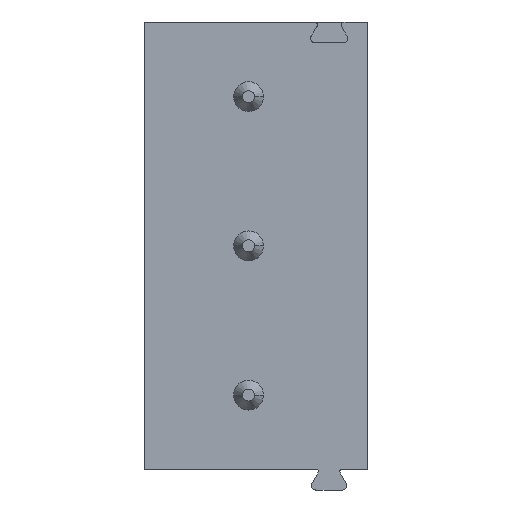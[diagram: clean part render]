
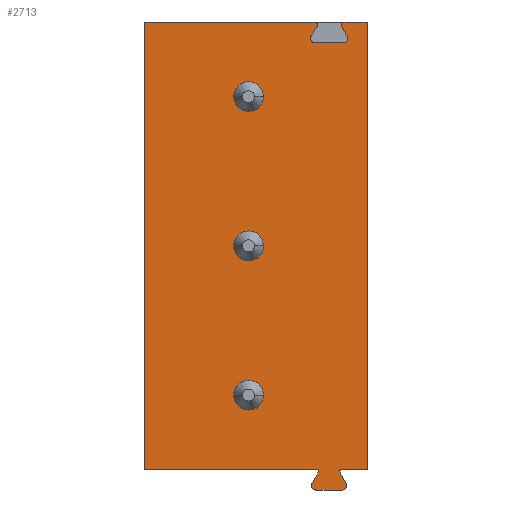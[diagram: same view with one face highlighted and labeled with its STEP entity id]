
A CAD part, front view. The second image highlights one B-rep face of the part: STEP entity #2713.
In plain terms, the highlighted planar face has unit normal (0, -1, 0).
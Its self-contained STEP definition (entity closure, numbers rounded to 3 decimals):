
#21=DIRECTION('',(1.,0.,0.));
#22=VECTOR('',#21,0.9);
#23=CARTESIAN_POINT('',(2.85,-5.,-2.5));
#24=LINE('',#23,#22);
#49=DIRECTION('',(1.,0.,0.));
#50=VECTOR('',#49,5.8);
#51=CARTESIAN_POINT('',(-3.75,-5.,-2.5));
#52=LINE('',#51,#50);
#89=CARTESIAN_POINT('',(2.948,-5.,12.4));
#90=DIRECTION('',(0.,-1.,0.));
#91=DIRECTION('',(0.,0.,1.));
#92=AXIS2_PLACEMENT_3D('',#89,#90,#91);
#94=CARTESIAN_POINT('',(2.85,-5.,-2.55));
#95=DIRECTION('',(0.,1.,0.));
#96=DIRECTION('',(-0.866,0.,-0.5));
#97=AXIS2_PLACEMENT_3D('',#94,#95,#96);
#99=DIRECTION('',(-0.5,0.,0.866));
#100=VECTOR('',#99,0.439);
#101=CARTESIAN_POINT('',(3.026,-5.,-2.955));
#102=LINE('',#101,#100);
#103=CARTESIAN_POINT('',(2.896,-5.,-3.03));
#104=DIRECTION('',(0.,-1.,0.));
#105=DIRECTION('',(0.,0.,-1.));
#106=AXIS2_PLACEMENT_3D('',#103,#104,#105);
#108=DIRECTION('',(1.,0.,0.));
#109=VECTOR('',#108,0.892);
#110=CARTESIAN_POINT('',(2.004,-5.,-3.18));
#111=LINE('',#110,#109);
#112=CARTESIAN_POINT('',(2.004,-5.,-3.03));
#113=DIRECTION('',(0.,-1.,0.));
#114=DIRECTION('',(-0.866,0.,0.5));
#115=AXIS2_PLACEMENT_3D('',#112,#113,#114);
#117=DIRECTION('',(-0.5,0.,-0.866));
#118=VECTOR('',#117,0.439);
#119=CARTESIAN_POINT('',(2.093,-5.,-2.575));
#120=LINE('',#119,#118);
#121=CARTESIAN_POINT('',(2.05,-5.,-2.55));
#122=DIRECTION('',(0.,1.,0.));
#123=DIRECTION('',(0.,0.,1.));
#124=AXIS2_PLACEMENT_3D('',#121,#122,#123);
#126=DIRECTION('',(0.,0.,1.));
#127=VECTOR('',#126,15.);
#128=CARTESIAN_POINT('',(-3.75,-5.,-2.5));
#129=LINE('',#128,#127);
#130=CARTESIAN_POINT('',(1.952,-5.,12.4));
#131=DIRECTION('',(0.,-1.,0.));
#132=DIRECTION('',(0.866,0.,-0.5));
#133=AXIS2_PLACEMENT_3D('',#130,#131,#132);
#135=DIRECTION('',(-0.5,0.,-0.866));
#136=VECTOR('',#135,0.375);
#137=CARTESIAN_POINT('',(2.038,-5.,12.35));
#138=LINE('',#137,#136);
#139=CARTESIAN_POINT('',(1.981,-5.,11.95));
#140=DIRECTION('',(0.,-1.,0.));
#141=DIRECTION('',(-0.866,0.,0.5));
#142=AXIS2_PLACEMENT_3D('',#139,#140,#141);
#144=DIRECTION('',(1.,0.,0.));
#145=VECTOR('',#144,0.939);
#146=CARTESIAN_POINT('',(1.981,-5.,11.8));
#147=LINE('',#146,#145);
#148=CARTESIAN_POINT('',(2.919,-5.,11.95));
#149=DIRECTION('',(0.,-1.,0.));
#150=DIRECTION('',(0.,0.,-1.));
#151=AXIS2_PLACEMENT_3D('',#148,#149,#150);
#153=DIRECTION('',(-0.5,0.,0.866));
#154=VECTOR('',#153,0.375);
#155=CARTESIAN_POINT('',(3.049,-5.,12.025));
#156=LINE('',#155,#154);
#157=CARTESIAN_POINT('',(-0.25,-5.,0.));
#158=DIRECTION('',(0.,-1.,0.));
#159=DIRECTION('',(-1.,0.,0.));
#160=AXIS2_PLACEMENT_3D('',#157,#158,#159);
#162=CARTESIAN_POINT('',(-0.25,-5.,0.));
#163=DIRECTION('',(0.,-1.,0.));
#164=DIRECTION('',(1.,0.,0.));
#165=AXIS2_PLACEMENT_3D('',#162,#163,#164);
#167=CARTESIAN_POINT('',(-0.25,-5.,5.));
#168=DIRECTION('',(0.,-1.,0.));
#169=DIRECTION('',(-1.,0.,0.));
#170=AXIS2_PLACEMENT_3D('',#167,#168,#169);
#172=CARTESIAN_POINT('',(-0.25,-5.,5.));
#173=DIRECTION('',(0.,-1.,0.));
#174=DIRECTION('',(1.,0.,0.));
#175=AXIS2_PLACEMENT_3D('',#172,#173,#174);
#177=CARTESIAN_POINT('',(-0.25,-5.,10.));
#178=DIRECTION('',(0.,-1.,0.));
#179=DIRECTION('',(-1.,0.,0.));
#180=AXIS2_PLACEMENT_3D('',#177,#178,#179);
#182=CARTESIAN_POINT('',(-0.25,-5.,10.));
#183=DIRECTION('',(0.,-1.,0.));
#184=DIRECTION('',(1.,0.,0.));
#185=AXIS2_PLACEMENT_3D('',#182,#183,#184);
#199=DIRECTION('',(1.,0.,0.));
#200=VECTOR('',#199,5.702);
#201=CARTESIAN_POINT('',(-3.75,-5.,12.5));
#202=LINE('',#201,#200);
#227=DIRECTION('',(1.,0.,0.));
#228=VECTOR('',#227,0.802);
#229=CARTESIAN_POINT('',(2.948,-5.,12.5));
#230=LINE('',#229,#228);
#385=DIRECTION('',(0.,0.,1.));
#386=VECTOR('',#385,15.);
#387=CARTESIAN_POINT('',(3.75,-5.,-2.5));
#388=LINE('',#387,#386);
#2033=CARTESIAN_POINT('',(3.75,-5.,-2.5));
#2035=VERTEX_POINT('',#2033);
#2045=CARTESIAN_POINT('',(-3.75,-5.,-2.5));
#2046=VERTEX_POINT('',#2045);
#2047=CARTESIAN_POINT('',(3.75,-5.,12.5));
#2049=VERTEX_POINT('',#2047);
#2059=CARTESIAN_POINT('',(-3.75,-5.,12.5));
#2060=VERTEX_POINT('',#2059);
#2061=CARTESIAN_POINT('',(2.093,-5.,
-2.575));
#2062=CARTESIAN_POINT('',(1.874,-5.,
-2.955));
#2063=VERTEX_POINT('',#2061);
#2064=VERTEX_POINT('',#2062);
#2065=CARTESIAN_POINT('',(2.004,-5.,
-3.18));
#2066=VERTEX_POINT('',#2065);
#2067=CARTESIAN_POINT('',(2.896,-5.,
-3.18));
#2068=VERTEX_POINT('',#2067);
#2069=CARTESIAN_POINT('',(3.026,-5.,
-2.955));
#2070=VERTEX_POINT('',#2069);
#2071=CARTESIAN_POINT('',(2.807,-5.,
-2.575));
#2072=VERTEX_POINT('',#2071);
#2089=CARTESIAN_POINT('',(2.85,-5.,
-2.5));
#2090=VERTEX_POINT('',#2089);
#2091=CARTESIAN_POINT('',(2.05,-5.,
-2.5));
#2092=VERTEX_POINT('',#2091);
#2109=CARTESIAN_POINT('',(2.948,-5.,12.5));
#2110=VERTEX_POINT('',#2109);
#2111=CARTESIAN_POINT('',(1.952,-5.,12.5));
#2112=VERTEX_POINT('',#2111);
#2113=CARTESIAN_POINT('',(2.862,-5.,12.35));
#2114=VERTEX_POINT('',#2113);
#2115=CARTESIAN_POINT('',(2.038,-5.,12.35));
#2116=VERTEX_POINT('',#2115);
#2117=CARTESIAN_POINT('',(1.851,-5.,12.025));
#2118=VERTEX_POINT('',#2117);
#2119=CARTESIAN_POINT('',(1.981,-5.,11.8));
#2120=VERTEX_POINT('',#2119);
#2121=CARTESIAN_POINT('',(2.919,-5.,11.8));
#2122=VERTEX_POINT('',#2121);
#2123=CARTESIAN_POINT('',(3.049,-5.,12.025));
#2124=VERTEX_POINT('',#2123);
#2334=CARTESIAN_POINT('',(-0.75,-5.,0.));
#2335=CARTESIAN_POINT('',(0.25,-5.,0.));
#2336=VERTEX_POINT('',#2334);
#2337=VERTEX_POINT('',#2335);
#2390=CARTESIAN_POINT('',(-0.75,-5.,5.));
#2391=VERTEX_POINT('',#2390);
#2392=CARTESIAN_POINT('',(0.25,-5.,5.));
#2393=VERTEX_POINT('',#2392);
#2543=CARTESIAN_POINT('',(-0.75,-5.,10.));
#2544=VERTEX_POINT('',#2543);
#2545=CARTESIAN_POINT('',(0.25,-5.,10.));
#2546=VERTEX_POINT('',#2545);
#2651=CARTESIAN_POINT('',(-3.75,-5.,-2.5));
#2652=DIRECTION('',(0.,-1.,0.));
#2653=DIRECTION('',(1.,0.,0.));
#2654=AXIS2_PLACEMENT_3D('',#2651,#2652,#2653);
#2655=PLANE('',#2654);
#2657=ORIENTED_EDGE('',*,*,#2656,.F.);
#2659=ORIENTED_EDGE('',*,*,#2658,.T.);
#2661=ORIENTED_EDGE('',*,*,#2660,.F.);
#2662=ORIENTED_EDGE('',*,*,#2593,.F.);
#2664=ORIENTED_EDGE('',*,*,#2663,.F.);
#2666=ORIENTED_EDGE('',*,*,#2665,.F.);
#2668=ORIENTED_EDGE('',*,*,#2667,.F.);
#2670=ORIENTED_EDGE('',*,*,#2669,.F.);
#2672=ORIENTED_EDGE('',*,*,#2671,.F.);
#2674=ORIENTED_EDGE('',*,*,#2673,.F.);
#2675=ORIENTED_EDGE('',*,*,#2643,.F.);
#2676=ORIENTED_EDGE('',*,*,#2607,.F.);
#2678=ORIENTED_EDGE('',*,*,#2677,.T.);
#2680=ORIENTED_EDGE('',*,*,#2679,.T.);
#2682=ORIENTED_EDGE('',*,*,#2681,.F.);
#2684=ORIENTED_EDGE('',*,*,#2683,.T.);
#2686=ORIENTED_EDGE('',*,*,#2685,.T.);
#2688=ORIENTED_EDGE('',*,*,#2687,.T.);
#2690=ORIENTED_EDGE('',*,*,#2689,.T.);
#2692=ORIENTED_EDGE('',*,*,#2691,.T.);
#2693=EDGE_LOOP('',(#2657,#2659,#2661,#2662,#2664,#2666,#2668,#2670,#2672,#2674,
#2675,#2676,#2678,#2680,#2682,#2684,#2686,#2688,#2690,#2692));
#2694=FACE_OUTER_BOUND('',#2693,.F.);
#2696=ORIENTED_EDGE('',*,*,#2695,.T.);
#2698=ORIENTED_EDGE('',*,*,#2697,.T.);
#2699=EDGE_LOOP('',(#2696,#2698));
#2700=FACE_BOUND('',#2699,.F.);
#2702=ORIENTED_EDGE('',*,*,#2701,.T.);
#2704=ORIENTED_EDGE('',*,*,#2703,.T.);
#2705=EDGE_LOOP('',(#2702,#2704));
#2706=FACE_BOUND('',#2705,.F.);
#2708=ORIENTED_EDGE('',*,*,#2707,.T.);
#2710=ORIENTED_EDGE('',*,*,#2709,.T.);
#2711=EDGE_LOOP('',(#2708,#2710));
#2712=FACE_BOUND('',#2711,.F.);
#93=CIRCLE('',#92,0.1);
#98=CIRCLE('',#97,0.05);
#107=CIRCLE('',#106,0.15);
#116=CIRCLE('',#115,0.15);
#125=CIRCLE('',#124,0.05);
#134=CIRCLE('',#133,0.1);
#143=CIRCLE('',#142,0.15);
#152=CIRCLE('',#151,0.15);
#161=CIRCLE('',#160,0.5);
#166=CIRCLE('',#165,0.5);
#171=CIRCLE('',#170,0.5);
#176=CIRCLE('',#175,0.5);
#181=CIRCLE('',#180,0.5);
#186=CIRCLE('',#185,0.5);
#2593=EDGE_CURVE('',#2090,#2035,#24,.T.);
#2607=EDGE_CURVE('',#2046,#2092,#52,.T.);
#2643=EDGE_CURVE('',#2092,#2063,#125,.T.);
#2656=EDGE_CURVE('',#2110,#2114,#93,.T.);
#2658=EDGE_CURVE('',#2110,#2049,#230,.T.);
#2660=EDGE_CURVE('',#2035,#2049,#388,.T.);
#2663=EDGE_CURVE('',#2072,#2090,#98,.T.);
#2665=EDGE_CURVE('',#2070,#2072,#102,.T.);
#2667=EDGE_CURVE('',#2068,#2070,#107,.T.);
#2669=EDGE_CURVE('',#2066,#2068,#111,.T.);
#2671=EDGE_CURVE('',#2064,#2066,#116,.T.);
#2673=EDGE_CURVE('',#2063,#2064,#120,.T.);
#2677=EDGE_CURVE('',#2046,#2060,#129,.T.);
#2679=EDGE_CURVE('',#2060,#2112,#202,.T.);
#2681=EDGE_CURVE('',#2116,#2112,#134,.T.);
#2683=EDGE_CURVE('',#2116,#2118,#138,.T.);
#2685=EDGE_CURVE('',#2118,#2120,#143,.T.);
#2687=EDGE_CURVE('',#2120,#2122,#147,.T.);
#2689=EDGE_CURVE('',#2122,#2124,#152,.T.);
#2691=EDGE_CURVE('',#2124,#2114,#156,.T.);
#2695=EDGE_CURVE('',#2336,#2337,#161,.T.);
#2697=EDGE_CURVE('',#2337,#2336,#166,.T.);
#2701=EDGE_CURVE('',#2391,#2393,#171,.T.);
#2703=EDGE_CURVE('',#2393,#2391,#176,.T.);
#2707=EDGE_CURVE('',#2544,#2546,#181,.T.);
#2709=EDGE_CURVE('',#2546,#2544,#186,.T.);
#2713=ADVANCED_FACE('',(#2694,#2700,#2706,#2712),#2655,.T.);
